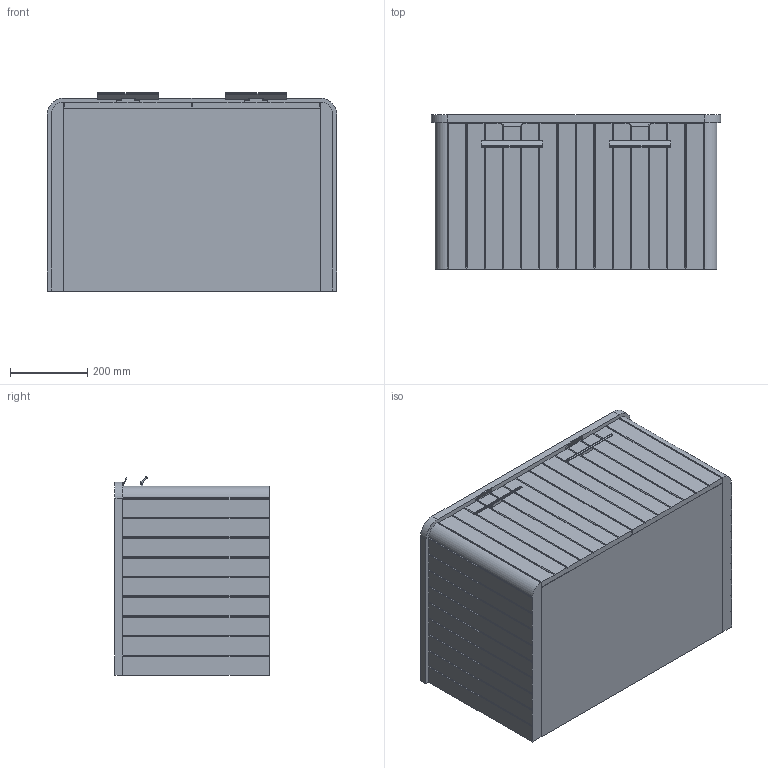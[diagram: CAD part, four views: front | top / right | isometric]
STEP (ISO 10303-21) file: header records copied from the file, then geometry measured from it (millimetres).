
FILE_DESCRIPTION (( 'STEP AP214' ), '1' );
FILE_NAME ('Kado Neue 750 All Door.STEP', '2019-07-10T04:17:31', ( '' ), ( '' ), 'SwSTEP 2.0', 'SolidWorks 2015', '' );
FILE_SCHEMA (( 'AUTOMOTIVE_DESIGN' ));
Length unit declared in the file: millimetre
Products named in the file (4): Kado Neue 750 All Door; Blaze 60; Hammer
Assembly tree (5 placements, depth 2):
  Kado Neue 750 All Door
    Kado Neue 750 All Door
    Hammer  x2
    Blaze 60  x2
Bounding box: 750 x 400 x 513.59 mm (x, y, z)
Volume: 41170891.1 mm3; surface area: 4515176.4 mm2
Topology: 10 solids, 10 shells, 243 faces, 622 edges, 392 vertices
Faces by surface type: plane 175, cylinder 48, sphere 20
Entity records: 5884 total; most frequent: CARTESIAN_POINT 1021, ORIENTED_EDGE 978, DIRECTION 935, EDGE_CURVE 489, LINE 427, VECTOR 427, VERTEX_POINT 316, AXIS2_PLACEMENT_3D 254
